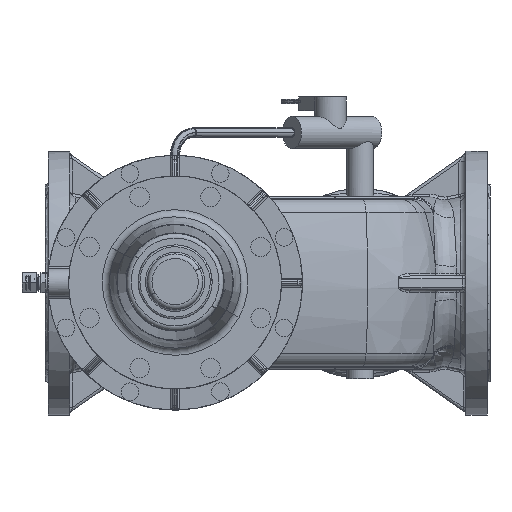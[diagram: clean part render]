
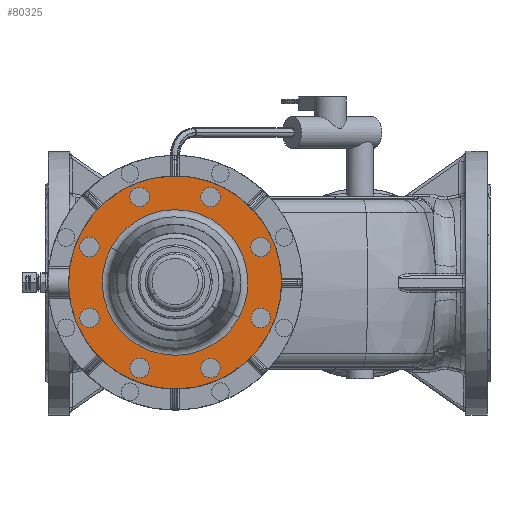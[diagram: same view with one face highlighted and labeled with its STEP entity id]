
A CAD part, top view. The second image highlights one B-rep face of the part: STEP entity #80325.
In plain terms, the highlighted planar face has unit normal (0, 0, 1).
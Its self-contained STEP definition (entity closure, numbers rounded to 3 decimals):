
#79992=CARTESIAN_POINT('Vertex',(100.922,-55.134,402.)) ;
#79995=CARTESIAN_POINT('Axis2P3D Location',(0.,0.,402.)) ;
#79999=CARTESIAN_POINT('Vertex',(-100.922,55.134,402.)) ;
#80020=CARTESIAN_POINT('Axis2P3D Location',(0.,0.,402.)) ;
#80154=CARTESIAN_POINT('Axis2P3D Location',(-78.639,0.,402.)) ;
#80163=CARTESIAN_POINT('Axis2P3D Location',(-92.388,38.268,402.)) ;
#80167=CARTESIAN_POINT('Vertex',(-81.888,38.268,402.)) ;
#80169=CARTESIAN_POINT('Vertex',(-102.888,38.268,402.)) ;
#80172=CARTESIAN_POINT('Axis2P3D Location',(-92.388,38.268,402.)) ;
#80181=CARTESIAN_POINT('Axis2P3D Location',(0.,0.,402.)) ;
#80185=CARTESIAN_POINT('Vertex',(69.012,-37.701,402.)) ;
#80187=CARTESIAN_POINT('Vertex',(-69.012,37.701,402.)) ;
#80190=CARTESIAN_POINT('Axis2P3D Location',(0.,0.,402.)) ;
#80199=CARTESIAN_POINT('Axis2P3D Location',(-92.388,-38.268,402.)) ;
#80203=CARTESIAN_POINT('Vertex',(-99.813,-45.693,402.)) ;
#80205=CARTESIAN_POINT('Vertex',(-84.963,-30.844,402.)) ;
#80208=CARTESIAN_POINT('Axis2P3D Location',(-92.388,-38.268,402.)) ;
#80217=CARTESIAN_POINT('Axis2P3D Location',(-38.268,-92.388,402.)) ;
#80221=CARTESIAN_POINT('Vertex',(-38.268,-102.888,402.)) ;
#80223=CARTESIAN_POINT('Vertex',(-38.268,-81.888,402.)) ;
#80226=CARTESIAN_POINT('Axis2P3D Location',(-38.268,-92.388,402.)) ;
#80235=CARTESIAN_POINT('Axis2P3D Location',(38.268,-92.388,402.)) ;
#80239=CARTESIAN_POINT('Vertex',(45.693,-99.813,402.)) ;
#80241=CARTESIAN_POINT('Vertex',(30.844,-84.963,402.)) ;
#80244=CARTESIAN_POINT('Axis2P3D Location',(38.268,-92.388,402.)) ;
#80253=CARTESIAN_POINT('Axis2P3D Location',(92.388,-38.268,402.)) ;
#80257=CARTESIAN_POINT('Vertex',(102.888,-38.268,402.)) ;
#80259=CARTESIAN_POINT('Vertex',(81.888,-38.268,402.)) ;
#80262=CARTESIAN_POINT('Axis2P3D Location',(92.388,-38.268,402.)) ;
#80271=CARTESIAN_POINT('Axis2P3D Location',(92.388,38.268,402.)) ;
#80275=CARTESIAN_POINT('Vertex',(99.813,45.693,402.)) ;
#80277=CARTESIAN_POINT('Vertex',(84.963,30.844,402.)) ;
#80280=CARTESIAN_POINT('Axis2P3D Location',(92.388,38.268,402.)) ;
#80289=CARTESIAN_POINT('Axis2P3D Location',(38.268,92.388,402.)) ;
#80293=CARTESIAN_POINT('Vertex',(38.268,102.888,402.)) ;
#80295=CARTESIAN_POINT('Vertex',(38.268,81.888,402.)) ;
#80298=CARTESIAN_POINT('Axis2P3D Location',(38.268,92.388,402.)) ;
#80307=CARTESIAN_POINT('Axis2P3D Location',(-38.268,92.388,402.)) ;
#80311=CARTESIAN_POINT('Vertex',(-45.693,99.813,402.)) ;
#80313=CARTESIAN_POINT('Vertex',(-30.844,84.963,402.)) ;
#80316=CARTESIAN_POINT('Axis2P3D Location',(-38.268,92.388,402.)) ;
#79996=DIRECTION('Axis2P3D Direction',(0.,0.,-1.)) ;
#80021=DIRECTION('Axis2P3D Direction',(0.,0.,-1.)) ;
#80155=DIRECTION('Axis2P3D Direction',(0.,0.,-1.)) ;
#80156=DIRECTION('Axis2P3D XDirection',(0.,1.,0.)) ;
#80164=DIRECTION('Axis2P3D Direction',(0.,0.,-1.)) ;
#80173=DIRECTION('Axis2P3D Direction',(0.,0.,-1.)) ;
#80182=DIRECTION('Axis2P3D Direction',(0.,0.,-1.)) ;
#80191=DIRECTION('Axis2P3D Direction',(0.,0.,-1.)) ;
#80200=DIRECTION('Axis2P3D Direction',(0.,0.,-1.)) ;
#80209=DIRECTION('Axis2P3D Direction',(0.,0.,-1.)) ;
#80218=DIRECTION('Axis2P3D Direction',(0.,0.,-1.)) ;
#80227=DIRECTION('Axis2P3D Direction',(0.,0.,-1.)) ;
#80236=DIRECTION('Axis2P3D Direction',(0.,0.,-1.)) ;
#80245=DIRECTION('Axis2P3D Direction',(0.,0.,-1.)) ;
#80254=DIRECTION('Axis2P3D Direction',(0.,0.,-1.)) ;
#80263=DIRECTION('Axis2P3D Direction',(0.,0.,-1.)) ;
#80272=DIRECTION('Axis2P3D Direction',(0.,0.,-1.)) ;
#80281=DIRECTION('Axis2P3D Direction',(0.,0.,-1.)) ;
#80290=DIRECTION('Axis2P3D Direction',(0.,0.,-1.)) ;
#80299=DIRECTION('Axis2P3D Direction',(0.,0.,-1.)) ;
#80308=DIRECTION('Axis2P3D Direction',(0.,0.,-1.)) ;
#80317=DIRECTION('Axis2P3D Direction',(0.,0.,-1.)) ;
#79997=AXIS2_PLACEMENT_3D('Circle Axis2P3D',#79995,#79996,$) ;
#80022=AXIS2_PLACEMENT_3D('Circle Axis2P3D',#80020,#80021,$) ;
#80157=AXIS2_PLACEMENT_3D('Plane Axis2P3D',#80154,#80155,#80156) ;
#80165=AXIS2_PLACEMENT_3D('Circle Axis2P3D',#80163,#80164,$) ;
#80174=AXIS2_PLACEMENT_3D('Circle Axis2P3D',#80172,#80173,$) ;
#80183=AXIS2_PLACEMENT_3D('Circle Axis2P3D',#80181,#80182,$) ;
#80192=AXIS2_PLACEMENT_3D('Circle Axis2P3D',#80190,#80191,$) ;
#80201=AXIS2_PLACEMENT_3D('Circle Axis2P3D',#80199,#80200,$) ;
#80210=AXIS2_PLACEMENT_3D('Circle Axis2P3D',#80208,#80209,$) ;
#80219=AXIS2_PLACEMENT_3D('Circle Axis2P3D',#80217,#80218,$) ;
#80228=AXIS2_PLACEMENT_3D('Circle Axis2P3D',#80226,#80227,$) ;
#80237=AXIS2_PLACEMENT_3D('Circle Axis2P3D',#80235,#80236,$) ;
#80246=AXIS2_PLACEMENT_3D('Circle Axis2P3D',#80244,#80245,$) ;
#80255=AXIS2_PLACEMENT_3D('Circle Axis2P3D',#80253,#80254,$) ;
#80264=AXIS2_PLACEMENT_3D('Circle Axis2P3D',#80262,#80263,$) ;
#80273=AXIS2_PLACEMENT_3D('Circle Axis2P3D',#80271,#80272,$) ;
#80282=AXIS2_PLACEMENT_3D('Circle Axis2P3D',#80280,#80281,$) ;
#80291=AXIS2_PLACEMENT_3D('Circle Axis2P3D',#80289,#80290,$) ;
#80300=AXIS2_PLACEMENT_3D('Circle Axis2P3D',#80298,#80299,$) ;
#80309=AXIS2_PLACEMENT_3D('Circle Axis2P3D',#80307,#80308,$) ;
#80318=AXIS2_PLACEMENT_3D('Circle Axis2P3D',#80316,#80317,$) ;
#80160=ORIENTED_EDGE('',*,*,#80024,.F.) ;
#80161=ORIENTED_EDGE('',*,*,#80001,.F.) ;
#80178=ORIENTED_EDGE('',*,*,#80171,.T.) ;
#80179=ORIENTED_EDGE('',*,*,#80176,.T.) ;
#80196=ORIENTED_EDGE('',*,*,#80189,.T.) ;
#80197=ORIENTED_EDGE('',*,*,#80194,.T.) ;
#80214=ORIENTED_EDGE('',*,*,#80207,.T.) ;
#80215=ORIENTED_EDGE('',*,*,#80212,.T.) ;
#80232=ORIENTED_EDGE('',*,*,#80225,.T.) ;
#80233=ORIENTED_EDGE('',*,*,#80230,.T.) ;
#80250=ORIENTED_EDGE('',*,*,#80243,.T.) ;
#80251=ORIENTED_EDGE('',*,*,#80248,.T.) ;
#80268=ORIENTED_EDGE('',*,*,#80261,.T.) ;
#80269=ORIENTED_EDGE('',*,*,#80266,.T.) ;
#80286=ORIENTED_EDGE('',*,*,#80279,.T.) ;
#80287=ORIENTED_EDGE('',*,*,#80284,.T.) ;
#80304=ORIENTED_EDGE('',*,*,#80297,.T.) ;
#80305=ORIENTED_EDGE('',*,*,#80302,.T.) ;
#80322=ORIENTED_EDGE('',*,*,#80315,.T.) ;
#80323=ORIENTED_EDGE('',*,*,#80320,.T.) ;
#80180=FACE_BOUND('',#80177,.T.) ;
#80198=FACE_BOUND('',#80195,.T.) ;
#80216=FACE_BOUND('',#80213,.T.) ;
#80234=FACE_BOUND('',#80231,.T.) ;
#80252=FACE_BOUND('',#80249,.T.) ;
#80270=FACE_BOUND('',#80267,.T.) ;
#80288=FACE_BOUND('',#80285,.T.) ;
#80306=FACE_BOUND('',#80303,.T.) ;
#80324=FACE_BOUND('',#80321,.T.) ;
#80325=ADVANCED_FACE('Brep With Voids',(#80162,#80180,#80198,#80216,#80234,#80252,#80270,#80288,#80306,#80324),#80158,.F.) ;
#79998=CIRCLE('generated circle',#79997,115.) ;
#80023=CIRCLE('generated circle',#80022,115.) ;
#80166=CIRCLE('generated circle',#80165,10.5) ;
#80175=CIRCLE('generated circle',#80174,10.5) ;
#80184=CIRCLE('generated circle',#80183,78.639) ;
#80193=CIRCLE('generated circle',#80192,78.639) ;
#80202=CIRCLE('generated circle',#80201,10.5) ;
#80211=CIRCLE('generated circle',#80210,10.5) ;
#80220=CIRCLE('generated circle',#80219,10.5) ;
#80229=CIRCLE('generated circle',#80228,10.5) ;
#80238=CIRCLE('generated circle',#80237,10.5) ;
#80247=CIRCLE('generated circle',#80246,10.5) ;
#80256=CIRCLE('generated circle',#80255,10.5) ;
#80265=CIRCLE('generated circle',#80264,10.5) ;
#80274=CIRCLE('generated circle',#80273,10.5) ;
#80283=CIRCLE('generated circle',#80282,10.5) ;
#80292=CIRCLE('generated circle',#80291,10.5) ;
#80301=CIRCLE('generated circle',#80300,10.5) ;
#80310=CIRCLE('generated circle',#80309,10.5) ;
#80319=CIRCLE('generated circle',#80318,10.5) ;
#80001=EDGE_CURVE('',#79993,#80000,#79998,.T.) ;
#80024=EDGE_CURVE('',#80000,#79993,#80023,.T.) ;
#80171=EDGE_CURVE('',#80168,#80170,#80166,.T.) ;
#80176=EDGE_CURVE('',#80170,#80168,#80175,.T.) ;
#80189=EDGE_CURVE('',#80186,#80188,#80184,.T.) ;
#80194=EDGE_CURVE('',#80188,#80186,#80193,.T.) ;
#80207=EDGE_CURVE('',#80204,#80206,#80202,.T.) ;
#80212=EDGE_CURVE('',#80206,#80204,#80211,.T.) ;
#80225=EDGE_CURVE('',#80222,#80224,#80220,.T.) ;
#80230=EDGE_CURVE('',#80224,#80222,#80229,.T.) ;
#80243=EDGE_CURVE('',#80240,#80242,#80238,.T.) ;
#80248=EDGE_CURVE('',#80242,#80240,#80247,.T.) ;
#80261=EDGE_CURVE('',#80258,#80260,#80256,.T.) ;
#80266=EDGE_CURVE('',#80260,#80258,#80265,.T.) ;
#80279=EDGE_CURVE('',#80276,#80278,#80274,.T.) ;
#80284=EDGE_CURVE('',#80278,#80276,#80283,.T.) ;
#80297=EDGE_CURVE('',#80294,#80296,#80292,.T.) ;
#80302=EDGE_CURVE('',#80296,#80294,#80301,.T.) ;
#80315=EDGE_CURVE('',#80312,#80314,#80310,.T.) ;
#80320=EDGE_CURVE('',#80314,#80312,#80319,.T.) ;
#80159=EDGE_LOOP('',(#80160,#80161)) ;
#80177=EDGE_LOOP('',(#80178,#80179)) ;
#80195=EDGE_LOOP('',(#80196,#80197)) ;
#80213=EDGE_LOOP('',(#80214,#80215)) ;
#80231=EDGE_LOOP('',(#80232,#80233)) ;
#80249=EDGE_LOOP('',(#80250,#80251)) ;
#80267=EDGE_LOOP('',(#80268,#80269)) ;
#80285=EDGE_LOOP('',(#80286,#80287)) ;
#80303=EDGE_LOOP('',(#80304,#80305)) ;
#80321=EDGE_LOOP('',(#80322,#80323)) ;
#80162=FACE_OUTER_BOUND('',#80159,.T.) ;
#80158=PLANE('Plane',#80157) ;
#79993=VERTEX_POINT('',#79992) ;
#80000=VERTEX_POINT('',#79999) ;
#80168=VERTEX_POINT('',#80167) ;
#80170=VERTEX_POINT('',#80169) ;
#80186=VERTEX_POINT('',#80185) ;
#80188=VERTEX_POINT('',#80187) ;
#80204=VERTEX_POINT('',#80203) ;
#80206=VERTEX_POINT('',#80205) ;
#80222=VERTEX_POINT('',#80221) ;
#80224=VERTEX_POINT('',#80223) ;
#80240=VERTEX_POINT('',#80239) ;
#80242=VERTEX_POINT('',#80241) ;
#80258=VERTEX_POINT('',#80257) ;
#80260=VERTEX_POINT('',#80259) ;
#80276=VERTEX_POINT('',#80275) ;
#80278=VERTEX_POINT('',#80277) ;
#80294=VERTEX_POINT('',#80293) ;
#80296=VERTEX_POINT('',#80295) ;
#80312=VERTEX_POINT('',#80311) ;
#80314=VERTEX_POINT('',#80313) ;
